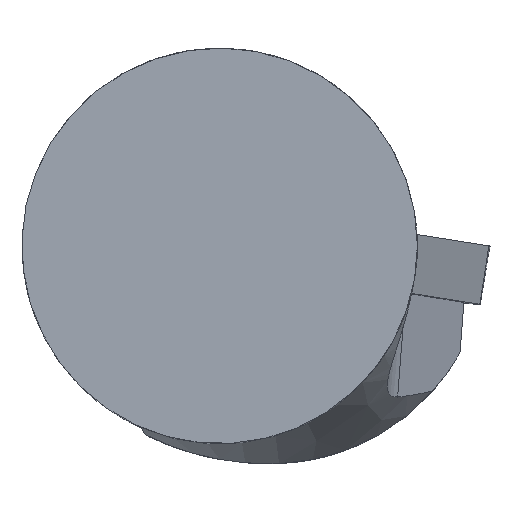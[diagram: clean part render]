
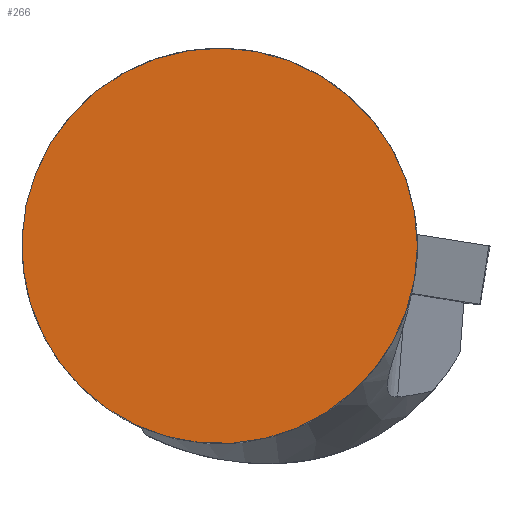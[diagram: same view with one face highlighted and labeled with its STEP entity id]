
A CAD part, top view. The second image highlights one B-rep face of the part: STEP entity #266.
In plain terms, the highlighted planar face has unit normal (0, 0, 1).
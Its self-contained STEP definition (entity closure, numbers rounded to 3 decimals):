
#127=PLANE('',#882);
#154=FACE_OUTER_BOUND('',#345,.T.);
#266=ADVANCED_FACE('',(#154),#127,.T.);
#345=EDGE_LOOP('',(#519));
#519=ORIENTED_EDGE('',*,*,#652,.F.);
#587=VERTEX_POINT('',#1184);
#652=EDGE_CURVE('',#587,#587,#737,.T.);
#737=CIRCLE('',#838,16.);
#838=AXIS2_PLACEMENT_3D('',#1183,#935,#936);
#882=AXIS2_PLACEMENT_3D('',#1390,#1046,#1047);
#935=DIRECTION('',(0.,0.,-1.));
#936=DIRECTION('',(1.,0.,0.));
#1046=DIRECTION('',(0.,0.,1.));
#1047=DIRECTION('',(1.,0.,0.));
#1183=CARTESIAN_POINT('',(0.,0.,0.));
#1184=CARTESIAN_POINT('',(16.,0.,0.));
#1390=CARTESIAN_POINT('',(0.,0.,0.));
